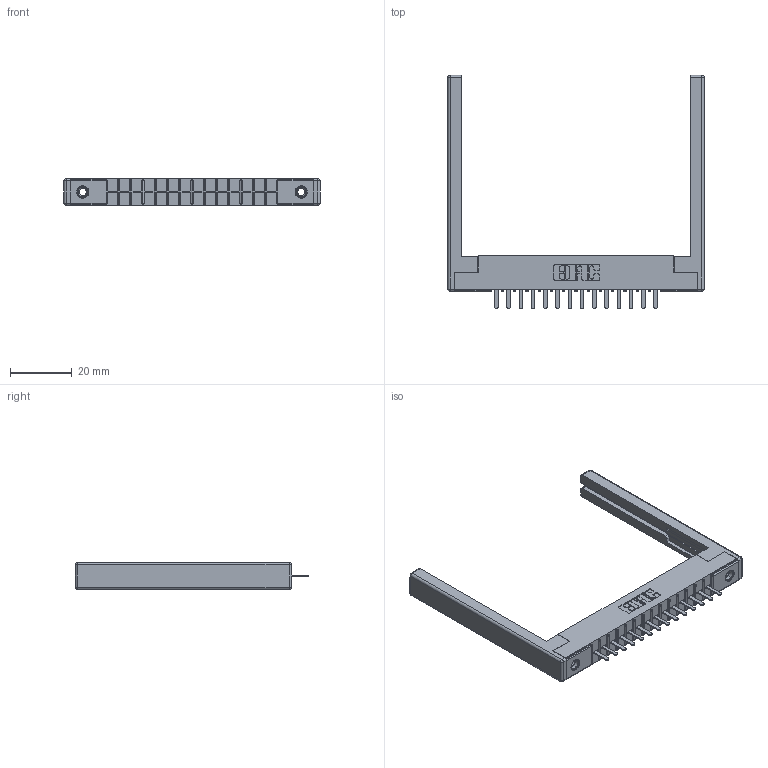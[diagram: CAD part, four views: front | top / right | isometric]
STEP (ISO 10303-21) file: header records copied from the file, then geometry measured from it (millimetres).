
FILE_DESCRIPTION (( 'STEP AP203' ), '1' );
FILE_NAME ('356-014-420-168.STEP', '2020-09-23T11:44:37', ( '' ), ( '' ), 'SwSTEP 2.0', 'SolidWorks 2020', '' );
FILE_SCHEMA (( 'CONFIG_CONTROL_DESIGN' ));
Length unit declared in the file: inch
Products named in the file (5): 307-220-068; 345-250-001_345-250-001-102; 306-290-001_120; 306 Part_.156 Dia; 356-014-420-168
Assembly tree (19 placements, depth 2):
  356-014-420-168
    306 Part_.156 Dia
    306-290-001_120  x14
    345-250-001_345-250-001-102  x2
    307-220-068  x2
Bounding box: 82.91 x 75.41 x 8.71 mm (x, y, z)
Volume: 10181.1 mm3; surface area: 12199.6 mm2
Topology: 19 solids, 19 shells, 1250 faces, 3464 edges, 2212 vertices
Faces by surface type: plane 814, cylinder 356, sphere 64, cone 12, torus 4
Entity records: 19398 total; most frequent: CARTESIAN_POINT 3218, DIRECTION 3189, ORIENTED_EDGE 3178, EDGE_CURVE 1589, VECTOR 1223, LINE 1223, VERTEX_POINT 1012, AXIS2_PLACEMENT_3D 983
